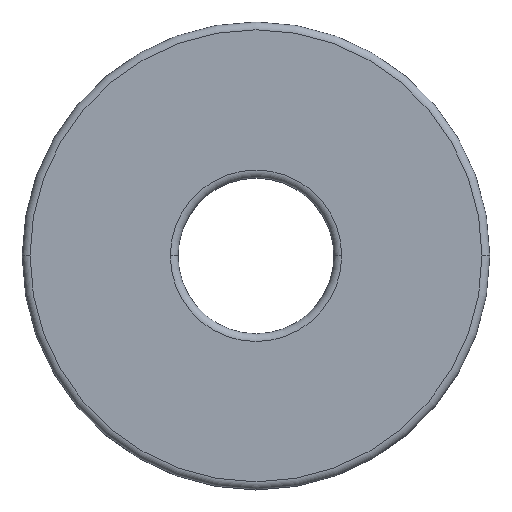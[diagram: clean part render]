
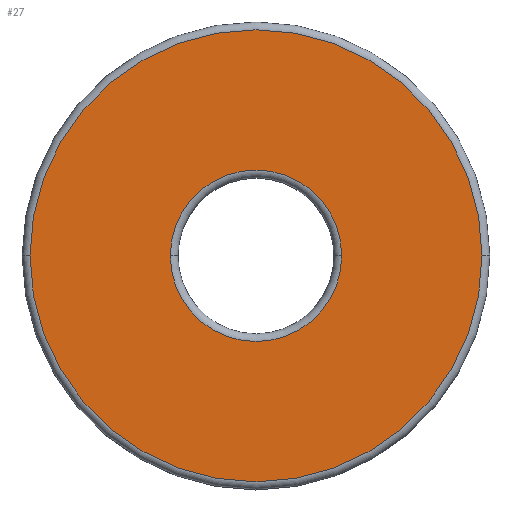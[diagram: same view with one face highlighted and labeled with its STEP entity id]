
A CAD part, top view. The second image highlights one B-rep face of the part: STEP entity #27.
In plain terms, the highlighted planar face has unit normal (0, 0, 1).
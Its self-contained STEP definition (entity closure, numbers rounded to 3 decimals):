
#5 = CARTESIAN_POINT ( 'NONE',  ( 0., 0., 0. ) ) ;
#6 = AXIS2_PLACEMENT_3D ( 'NONE', #60, #397, #244 ) ;
#8 = VERTEX_POINT ( 'NONE', #58 ) ;
#21 = PLANE ( 'NONE',  #6 ) ;
#27 = ADVANCED_FACE ( 'NONE', ( #333, #152 ), #21, .T. ) ;
#33 = CIRCLE ( 'NONE', #379, 2.9 ) ;
#35 = EDGE_CURVE ( 'NONE', #8, #196, #33, .T. ) ;
#42 = ORIENTED_EDGE ( 'NONE', *, *, #275, .T. ) ;
#48 = AXIS2_PLACEMENT_3D ( 'NONE', #347, #281, #100 ) ;
#58 = CARTESIAN_POINT ( 'NONE',  ( -2.9, 0., 0. ) ) ;
#60 = CARTESIAN_POINT ( 'NONE',  ( 0., 0., 0. ) ) ;
#79 = CIRCLE ( 'NONE', #306, 1.1 ) ;
#88 = EDGE_LOOP ( 'NONE', ( #229, #42 ) ) ;
#89 = DIRECTION ( 'NONE',  ( 0., 0., 1. ) ) ;
#100 = DIRECTION ( 'NONE',  ( 1., 0., 0. ) ) ;
#104 = CIRCLE ( 'NONE', #48, 1.1 ) ;
#116 = ORIENTED_EDGE ( 'NONE', *, *, #124, .T. ) ;
#124 = EDGE_CURVE ( 'NONE', #196, #8, #255, .T. ) ;
#130 = CARTESIAN_POINT ( 'NONE',  ( 0., 0., 0. ) ) ;
#134 = EDGE_CURVE ( 'NONE', #200, #227, #104, .T. ) ;
#152 = FACE_OUTER_BOUND ( 'NONE', #327, .T. ) ;
#186 = CARTESIAN_POINT ( 'NONE',  ( 1.1, 0., 0. ) ) ;
#188 = CARTESIAN_POINT ( 'NONE',  ( 2.9, 0., 0. ) ) ;
#190 = DIRECTION ( 'NONE',  ( 0., 0., 1. ) ) ;
#196 = VERTEX_POINT ( 'NONE', #188 ) ;
#200 = VERTEX_POINT ( 'NONE', #186 ) ;
#211 = CARTESIAN_POINT ( 'NONE',  ( 0., 0., 0. ) ) ;
#222 = AXIS2_PLACEMENT_3D ( 'NONE', #130, #190, #351 ) ;
#227 = VERTEX_POINT ( 'NONE', #383 ) ;
#229 = ORIENTED_EDGE ( 'NONE', *, *, #134, .T. ) ;
#234 = DIRECTION ( 'NONE',  ( 0., 0., -1. ) ) ;
#244 = DIRECTION ( 'NONE',  ( 1., 0., 0. ) ) ;
#255 = CIRCLE ( 'NONE', #222, 2.9 ) ;
#274 = DIRECTION ( 'NONE',  ( 1., 0., 0. ) ) ;
#275 = EDGE_CURVE ( 'NONE', #227, #200, #79, .T. ) ;
#281 = DIRECTION ( 'NONE',  ( 0., 0., -1. ) ) ;
#306 = AXIS2_PLACEMENT_3D ( 'NONE', #5, #234, #360 ) ;
#327 = EDGE_LOOP ( 'NONE', ( #116, #369 ) ) ;
#333 = FACE_BOUND ( 'NONE', #88, .T. ) ;
#347 = CARTESIAN_POINT ( 'NONE',  ( 0., 0., 0. ) ) ;
#351 = DIRECTION ( 'NONE',  ( 1., 0., 0. ) ) ;
#360 = DIRECTION ( 'NONE',  ( 1., 0., 0. ) ) ;
#369 = ORIENTED_EDGE ( 'NONE', *, *, #35, .T. ) ;
#379 = AXIS2_PLACEMENT_3D ( 'NONE', #211, #89, #274 ) ;
#383 = CARTESIAN_POINT ( 'NONE',  ( -1.1, 0., 0. ) ) ;
#397 = DIRECTION ( 'NONE',  ( 0., 0., 1. ) ) ;
